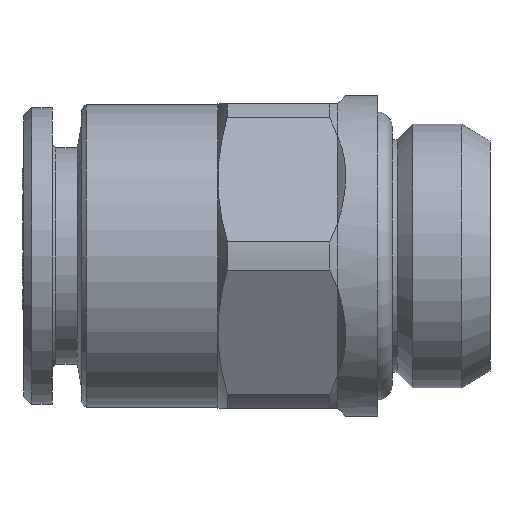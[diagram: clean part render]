
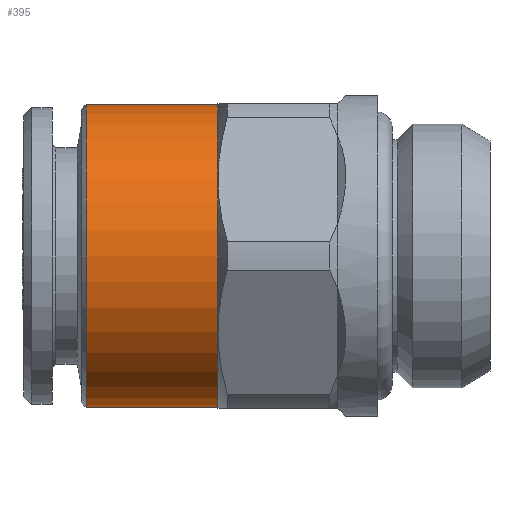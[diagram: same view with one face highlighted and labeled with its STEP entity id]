
A CAD part, left-side view. The second image highlights one B-rep face of the part: STEP entity #395.
In plain terms, the highlighted cylindrical face has radius 9.45 mm (diameter 18.9 mm), a full revolution.
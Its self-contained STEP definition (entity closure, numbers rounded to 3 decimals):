
#395 = ADVANCED_FACE( 'NONE', ( #889, #890 ), #891, .T. );
#889 = FACE_OUTER_BOUND( '', #2125, .T. );
#890 = FACE_OUTER_BOUND( '', #2126, .T. );
#891 = CYLINDRICAL_SURFACE( '', #2127, 9.45 );
#2125 = EDGE_LOOP( '', ( #3788 ) );
#2126 = EDGE_LOOP( '', ( #3789 ) );
#2127 = AXIS2_PLACEMENT_3D( '', #3790, #3791, #3792 );
#3788 = ORIENTED_EDGE( '', *, *, #4947, .T. );
#3789 = ORIENTED_EDGE( '', *, *, #4923, .F. );
#3790 = CARTESIAN_POINT( '', ( 0., 0., 0. ) );
#3791 = DIRECTION( '', ( 0., -1., 0. ) );
#3792 = DIRECTION( '', ( 0., 0., -1. ) );
#4923 = EDGE_CURVE( 'NONE', #5800, #5800, #5801, .T. );
#4947 = EDGE_CURVE( 'NONE', #5830, #5830, #5831, .T. );
#5800 = VERTEX_POINT( '', #8046 );
#5801 = CIRCLE( '', #8047, 9.45 );
#5830 = VERTEX_POINT( '', #8139 );
#5831 = CIRCLE( '', #8140, 9.45 );
#8046 = CARTESIAN_POINT( '', ( 0., 17., -9.45 ) );
#8047 = AXIS2_PLACEMENT_3D( '', #9016, #9017, #9018 );
#8139 = CARTESIAN_POINT( '', ( 0., 25.2, -9.45 ) );
#8140 = AXIS2_PLACEMENT_3D( '', #9031, #9032, #9033 );
#9016 = CARTESIAN_POINT( '', ( 0., 17., 0. ) );
#9017 = DIRECTION( '', ( 0., -1., 0. ) );
#9018 = DIRECTION( '', ( 0., 0., -1. ) );
#9031 = CARTESIAN_POINT( '', ( 0., 25.2, 0. ) );
#9032 = DIRECTION( '', ( 0., -1., 0. ) );
#9033 = DIRECTION( '', ( 0., 0., -1. ) );
